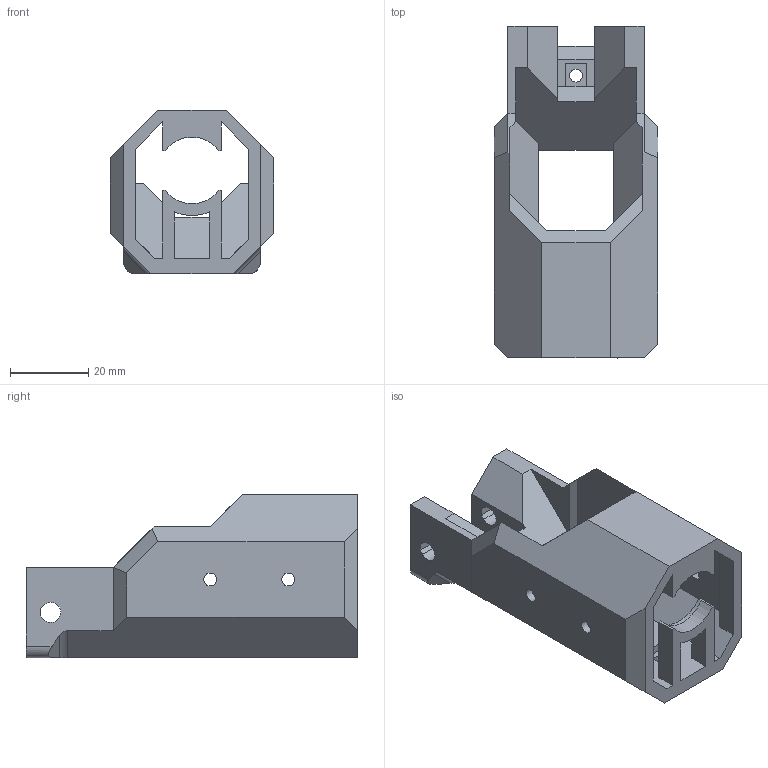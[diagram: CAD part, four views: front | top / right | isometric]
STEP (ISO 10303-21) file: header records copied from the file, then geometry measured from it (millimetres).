
FILE_DESCRIPTION(/* description */ (''),/* implementation_level */ '2;1');
FILE_NAME(/* name */ '2-front-rail-body.step',/* time_stamp */ '2022-04-06T21:19:36+01:00',/* author */ (''),/* organization */ (''),/* preprocessor_version */ 'ST-DEVELOPER v18.1',/* originating_system */ 'Autodesk Translation Framework v10.13.0.1454',/* authorisation */ '');
FILE_SCHEMA (('AUTOMOTIVE_DESIGN { 1 0 10303 214 3 1 1 }'));
Length unit declared in the file: millimetre
Products named in the file (1): 2-front-rail-body
Bounding box: 42 x 85.05 x 41.94 mm (x, y, z)
Volume: 35515.7 mm3; surface area: 19484 mm2
Topology: 1 solids, 1 shells, 129 faces, 369 edges, 244 vertices
Faces by surface type: plane 112, cylinder 17
Full cylindrical faces by diameter (mm): 3.3 x5
Entity records: 4232 total; most frequent: CARTESIAN_POINT 743, ORIENTED_EDGE 738, DIRECTION 662, EDGE_CURVE 369, LINE 336, VECTOR 336, VERTEX_POINT 244, AXIS2_PLACEMENT_3D 163
